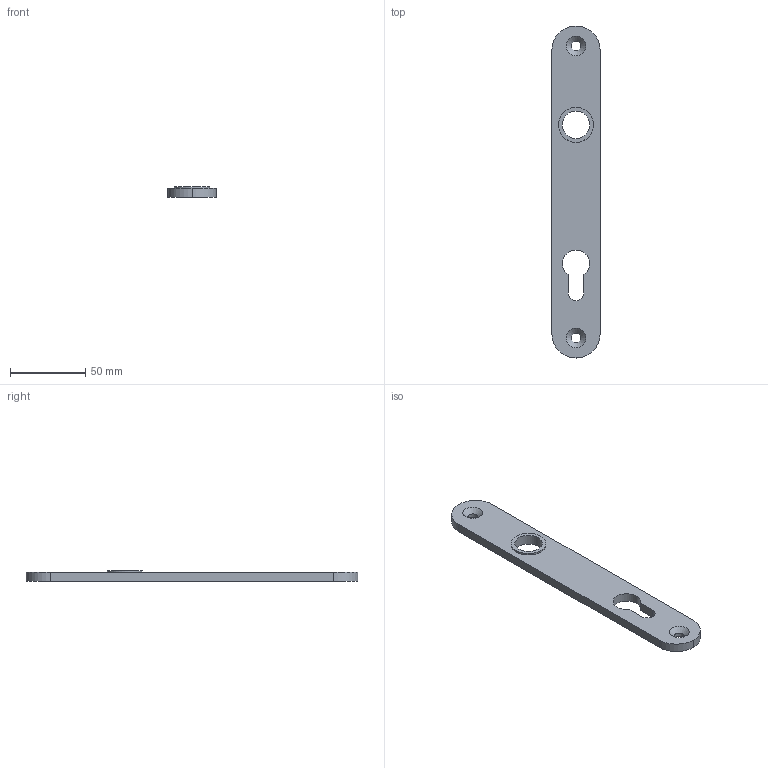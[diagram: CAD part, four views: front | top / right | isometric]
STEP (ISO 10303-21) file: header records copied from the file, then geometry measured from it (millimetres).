
FILE_DESCRIPTION (( 'STEP AP203' ), '1' );
FILE_NAME ('10690.step', '2019-11-08T12:08:53', ( '' ), ( '' ), 'SwSTEP 2.0', 'SolidWorks 2015', '' );
FILE_SCHEMA (( 'CONFIG_CONTROL_DESIGN' ));
Length unit declared in the file: millimetre
Products named in the file (5): 1069X Teil2; 1069X Teil2_1069X Teil2; 1069X Teil1; 10690; 1069X Teil1_10690 Teil1
Assembly tree (2 placements, depth 2):
  1069X Teil2
  1069X Teil1
  10690
    1069X Teil1_10690 Teil1
    1069X Teil2_1069X Teil2
Bounding box: 32 x 220 x 7.2 mm (x, y, z)
Volume: 36279.2 mm3; surface area: 17202 mm2
Topology: 2 solids, 2 shells, 242 faces, 629 edges, 412 vertices
Faces by surface type: plane 115, bspline 84, cylinder 31, cone 12
Full cylindrical faces by diameter (mm): 6.5 x2, 18.3 x1, 20 x1, 23.2 x1
Entity records: 12497 total; most frequent: CARTESIAN_POINT 6674, ORIENTED_EDGE 1244, DIRECTION 836, EDGE_CURVE 622, VERTEX_POINT 412, LINE 360, VECTOR 360, EDGE_LOOP 280
